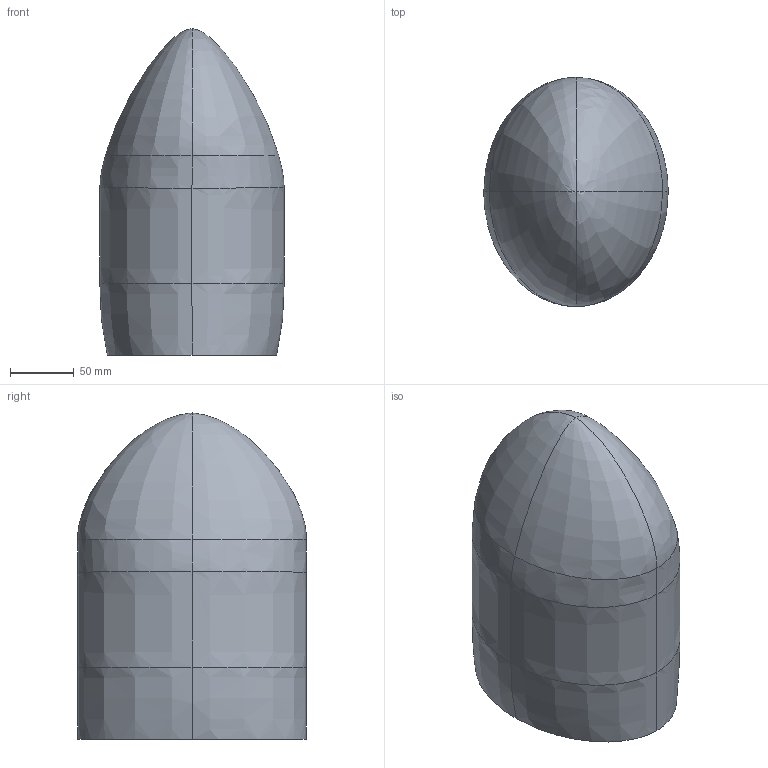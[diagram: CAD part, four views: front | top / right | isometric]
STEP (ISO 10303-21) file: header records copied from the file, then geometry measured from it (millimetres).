
FILE_DESCRIPTION((''),'2;1');
FILE_NAME('BODY_VOL','2023-04-19T16:27:08',('apm49'),(''),'CREO PARAMETRIC BY PTC INC, 2022164','CREO PARAMETRIC BY PTC INC, 2022164','');
FILE_SCHEMA(('CONFIG_CONTROL_DESIGN'));
Length unit declared in the file: millimetre
Products named in the file (1): BODY_VOL
Bounding box: 145 x 180 x 256.7 mm (x, y, z)
Volume: 4200210 mm3; surface area: 139484.6 mm2
Topology: 1 solids, 1 shells, 17 faces, 36 edges, 17 vertices
Faces by surface type: bspline 16, plane 1
Entity records: 2612 total; most frequent: CARTESIAN_POINT 2346, ORIENTED_EDGE 64, EDGE_CURVE 32, B_SPLINE_CURVE_WITH_KNOTS 30, VERTEX_POINT 17, EDGE_LOOP 17, FACE_OUTER_BOUND 17, ADVANCED_FACE 17
